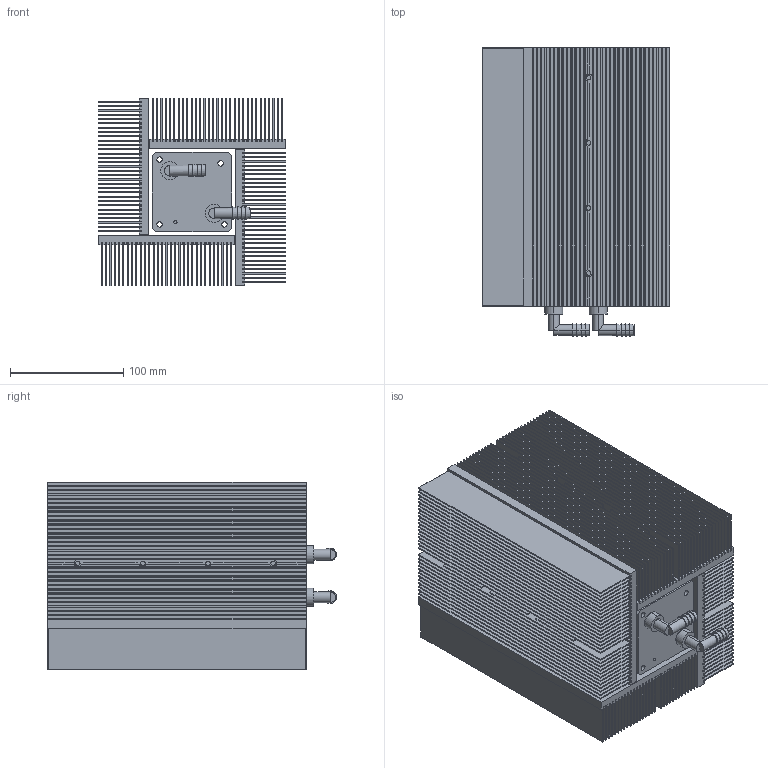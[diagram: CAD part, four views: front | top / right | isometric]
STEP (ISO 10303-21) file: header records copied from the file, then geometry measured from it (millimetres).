
FILE_DESCRIPTION (( 'STEP AP203' ), '1' );
FILE_NAME ('TLC Cube-large.STEP', '2016-06-27T14:13:11', ( '' ), ( '' ), 'SwSTEP 2.0', 'SolidWorks 2016', '' );
FILE_SCHEMA (( 'CONFIG_CONTROL_DESIGN' ));
Length unit declared in the file: inch
Products named in the file (1): TLC Cube-large
Bounding box: 165.63 x 255.34 x 165.63 mm (x, y, z)
Surface area: 2532873.3 mm2 (no closed solid volume)
Topology: 0 solids, 142 shells, 1280 faces, 3486 edges, 2352 vertices
Faces by surface type: plane 1222, cylinder 42, cone 16
Entity records: 39124 total; most frequent: CARTESIAN_POINT 7131, ORIENTED_EDGE 6242, DIRECTION 6242, EDGE_CURVE 3486, LINE 3284, VECTOR 3284, VERTEX_POINT 2352, AXIS2_PLACEMENT_3D 1479
